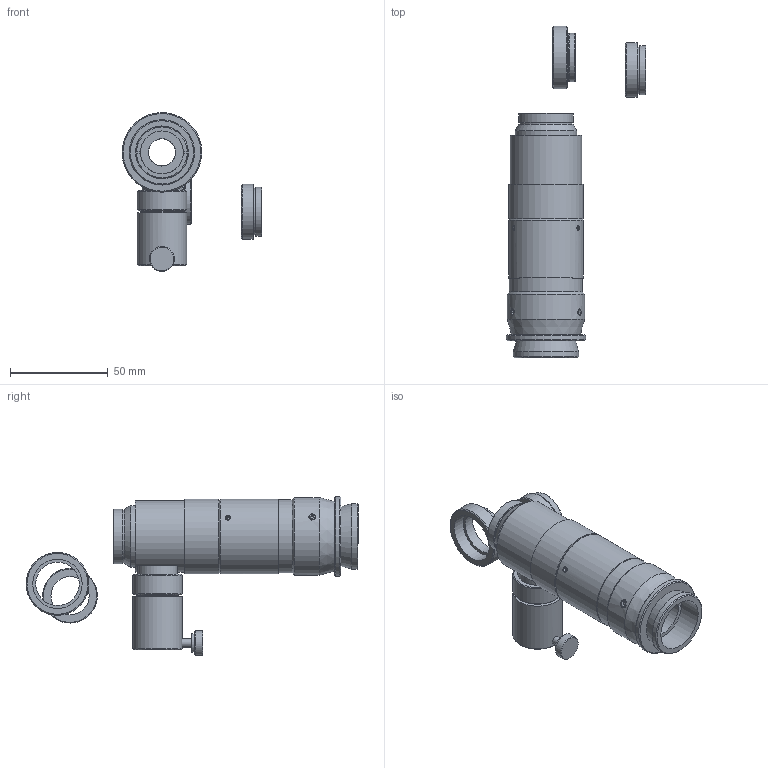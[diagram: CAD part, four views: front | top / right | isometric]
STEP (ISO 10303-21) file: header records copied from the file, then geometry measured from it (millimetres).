
FILE_DESCRIPTION((''),'2;1');
FILE_NAME('60920.stp','2009-04-09T15:51:19',('EVANS'),(''),'Autodesk Inventor 2009','Autodesk Inventor 2009','');
FILE_SCHEMA(('AUTOMOTIVE_DESIGN { 1 0 10303 214 1 1 1 1 }'));
Length unit declared in the file: inch
Products named in the file (24): Assembly1 (LevelofDetail1); 60920 (~1); 60200; 60202; 61604; 60243; 7187; 7188; 7082; 4141; 60124 (~1); 60125; 60128; 60351; 60256; 60257; 60258; 6296; 60259; 60064; 7004; 7108; 60187; 60160
Assembly tree (27 placements, depth 5):
  Assembly1 (LevelofDetail1)
    60920 (~1)
      60200
        60202
        61604
        60243
        7187
          7188
          7082
          4141
      60124 (~1)
        60125
      60128
      60351
      60256
      60257
      60258
      6296
      60259
      60064
      7004  x3
      7108  x3
    60187
    60160
Bounding box: 71.32 x 169.48 x 81.07 mm (x, y, z)
Volume: 84530 mm3; surface area: 67343.8 mm2
Topology: 23 solids, 23 shells, 311 faces, 633 edges, 410 vertices
Faces by surface type: plane 152, cylinder 89, cone 55, bspline 8, sphere 7
Full cylindrical faces by diameter (mm): 1.981 x1, 2.159 x3, 2.845 x3, 3.302 x3, 3.81 x1, 4.166 x4, 6.807 x1, 6.858 x1, 8.026 x1, 9.601 x1, 12.7 x1, 13.868 x1, 13.97 x2, 14.275 x1, 15.037 x1, 15.138 x1, 15.469 x1, 15.799 x1, 16.662 x4, 17.323 x1, 17.45 x1, 19.05 x2, 19.533 x1, 20.32 x1, 20.5 x1, 20.574 x1, 21.412 x1, 21.895 x1, 22.098 x1, 22.225 x2
Entity records: 7756 total; most frequent: CARTESIAN_POINT 1889, DIRECTION 1185, ORIENTED_EDGE 760, AXIS2_PLACEMENT_3D 536, EDGE_LOOP 488, EDGE_CURVE 380, VERTEX_POINT 326, FACE_OUTER_BOUND 267
